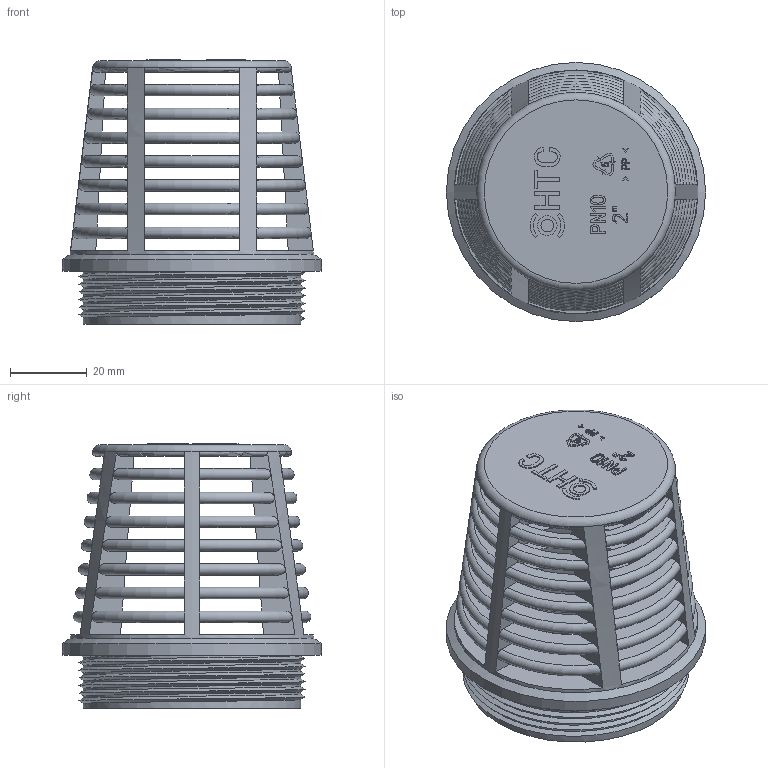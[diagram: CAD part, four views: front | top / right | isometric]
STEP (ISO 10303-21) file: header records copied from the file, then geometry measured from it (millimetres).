
FILE_DESCRIPTION(/* description */ (''),/* implementation_level */ '2;1');
FILE_NAME(/* name */ 'PF0829 add logo 2.stp',/* time_stamp */ '2024-11-12T13:48:50+08:00',/* author */ (''),/* organization */ (''),/* preprocessor_version */ 'ST-DEVELOPER v16.7',/* originating_system */ 'SIEMENS PLM Software NX 12.0',/* authorisation */ '');
FILE_SCHEMA (('AP203_CONFIGURATION_CONTROLLED_3D_DESIGN_OF_MECHANICAL_PARTS_AND_ASSEMBLIES_MIM_LF { 1 0 10303 403 2 1 2}'));
Length unit declared in the file: millimetre
Products named in the file (1): Admi2158205Ftimq
Bounding box: 67.6 x 67.6 x 69.1 mm (x, y, z)
Volume: 42465 mm3; surface area: 33850.8 mm2
Topology: 1 solids, 1 shells, 899 faces, 2666 edges, 1749 vertices
Faces by surface type: plane 754, extrusion 74, torus 49, cylinder 15, bspline 4, cone 3
Full cylindrical faces by diameter (mm): 3.3 x1, 5.1 x1, 50.4 x1, 56.7 x6, 67.6 x1
Entity records: 41896 total; most frequent: CARTESIAN_POINT 14288, ORIENTED_EDGE 5268, DIRECTION 4047, EDGE_CURVE 2634, VECTOR 1977, LINE 1903, VERTEX_POINT 1732, AXIS2_PLACEMENT_3D 1035
